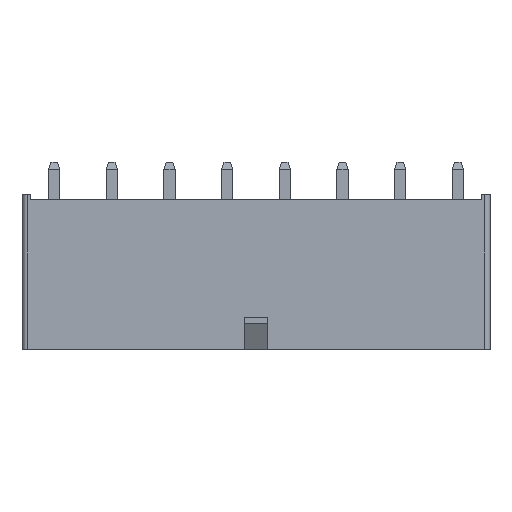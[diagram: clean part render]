
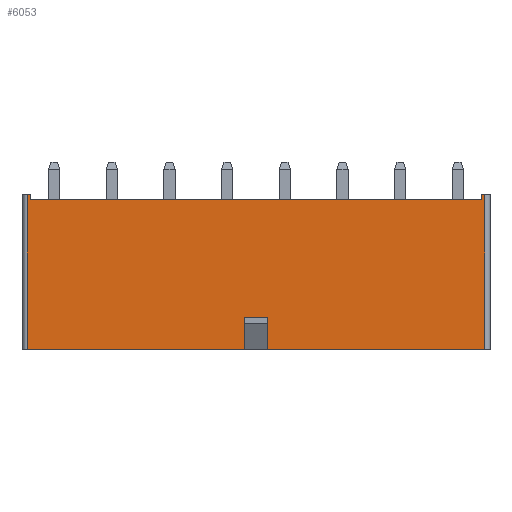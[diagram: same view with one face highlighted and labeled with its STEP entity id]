
A CAD part, top view. The second image highlights one B-rep face of the part: STEP entity #6053.
In plain terms, the highlighted planar face has unit normal (0, 0, 1).
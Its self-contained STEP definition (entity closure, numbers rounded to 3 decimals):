
#1702=ORIENTED_EDGE('',*,*,#2064,.F.);
#1703=ORIENTED_EDGE('',*,*,#2603,.T.);
#1704=ORIENTED_EDGE('',*,*,#2551,.T.);
#1705=ORIENTED_EDGE('',*,*,#2535,.T.);
#1706=ORIENTED_EDGE('',*,*,#2539,.F.);
#1707=ORIENTED_EDGE('',*,*,#2531,.F.);
#1708=ORIENTED_EDGE('',*,*,#2530,.F.);
#1709=ORIENTED_EDGE('',*,*,#2527,.T.);
#1710=ORIENTED_EDGE('',*,*,#2538,.F.);
#1711=ORIENTED_EDGE('',*,*,#2524,.T.);
#1712=ORIENTED_EDGE('',*,*,#2520,.T.);
#1713=ORIENTED_EDGE('',*,*,#2602,.F.);
#2064=EDGE_CURVE('',#2812,#2813,#3348,.T.);
#2520=EDGE_CURVE('',#3114,#3112,#3793,.T.);
#2524=EDGE_CURVE('',#3117,#3114,#3796,.F.);
#2527=EDGE_CURVE('',#3119,#3031,#3798,.T.);
#2530=EDGE_CURVE('',#3119,#3120,#3801,.T.);
#2531=EDGE_CURVE('',#3120,#3030,#3802,.T.);
#2535=EDGE_CURVE('',#3122,#3124,#3804,.T.);
#2538=EDGE_CURVE('',#3117,#3031,#3807,.T.);
#2539=EDGE_CURVE('',#3030,#3124,#3808,.T.);
#2551=EDGE_CURVE('',#3134,#3122,#3818,.T.);
#2602=EDGE_CURVE('',#2813,#3112,#3869,.T.);
#2603=EDGE_CURVE('',#2812,#3134,#3870,.T.);
#2812=VERTEX_POINT('',#8637);
#2813=VERTEX_POINT('',#8639);
#3030=VERTEX_POINT('',#9263);
#3031=VERTEX_POINT('',#9265);
#3112=VERTEX_POINT('',#9560);
#3114=VERTEX_POINT('',#9563);
#3117=VERTEX_POINT('',#9571);
#3119=VERTEX_POINT('',#9577);
#3120=VERTEX_POINT('',#9581);
#3122=VERTEX_POINT('',#9588);
#3124=VERTEX_POINT('',#9592);
#3134=VERTEX_POINT('',#9623);
#3348=LINE('',#8638,#4103);
#3793=LINE('',#9562,#4548);
#3796=LINE('',#9570,#4551);
#3798=LINE('',#9576,#4553);
#3801=LINE('',#9582,#4556);
#3802=LINE('',#9584,#4557);
#3804=LINE('',#9593,#4559);
#3807=LINE('',#9598,#4562);
#3808=LINE('',#9599,#4563);
#3818=LINE('',#9622,#4573);
#3869=LINE('',#9723,#4624);
#3870=LINE('',#9725,#4625);
#4103=VECTOR('',#7013,1000.);
#4548=VECTOR('',#7814,1000.);
#4551=VECTOR('',#7821,1000.);
#4553=VECTOR('',#7827,1000.);
#4556=VECTOR('',#7832,1000.);
#4557=VECTOR('',#7835,1000.);
#4559=VECTOR('',#7843,1000.);
#4562=VECTOR('',#7848,1000.);
#4563=VECTOR('',#7849,1000.);
#4573=VECTOR('',#7869,1000.);
#4624=VECTOR('',#8018,1000.);
#4625=VECTOR('',#8021,1000.);
#5022=EDGE_LOOP('',(#1702,#1703,#1704,#1705,#1706,#1707,#1708,#1709,#1710,
#1711,#1712,#1713));
#5403=FACE_BOUND('',#5022,.T.);
#5712=PLANE('',#6493);
#6053=ADVANCED_FACE('',(#5403),#5712,.F.);
#6493=AXIS2_PLACEMENT_3D('',#9724,#8019,#8020);
#7013=DIRECTION('',(1.,0.,0.));
#7814=DIRECTION('',(-1.,0.,0.));
#7821=DIRECTION('',(0.,-1.,0.));
#7827=DIRECTION('',(0.,-1.,0.));
#7832=DIRECTION('',(-1.,0.,0.));
#7835=DIRECTION('',(0.,-1.,0.));
#7843=DIRECTION('',(0.,-1.,0.));
#7848=DIRECTION('',(-1.,0.,0.));
#7849=DIRECTION('',(-1.,0.,0.));
#7869=DIRECTION('',(-1.,0.,0.));
#8018=DIRECTION('',(0.,1.,0.));
#8019=DIRECTION('',(0.,0.,-1.));
#8020=DIRECTION('',(-1.,0.,0.));
#8021=DIRECTION('',(0.,1.,0.));
#8637=CARTESIAN_POINT('',(-22.275,7.15,3.4));
#8638=CARTESIAN_POINT('',(-22.275,7.15,3.4));
#8639=CARTESIAN_POINT('',(22.275,7.15,3.4));
#9263=CARTESIAN_POINT('',(-1.175,-7.65,3.4));
#9265=CARTESIAN_POINT('',(1.175,-7.65,3.4));
#9560=CARTESIAN_POINT('',(22.275,7.65,3.4));
#9562=CARTESIAN_POINT('',(23.125,7.65,3.4));
#9563=CARTESIAN_POINT('',(22.625,7.65,3.4));
#9570=CARTESIAN_POINT('',(22.625,7.65,3.4));
#9571=CARTESIAN_POINT('',(22.625,-7.65,3.4));
#9576=CARTESIAN_POINT('',(1.175,-4.65,3.4));
#9577=CARTESIAN_POINT('',(1.175,-4.65,3.4));
#9581=CARTESIAN_POINT('',(-1.175,-4.65,3.4));
#9582=CARTESIAN_POINT('',(1.175,-4.65,3.4));
#9584=CARTESIAN_POINT('',(-1.175,-4.65,3.4));
#9588=CARTESIAN_POINT('',(-22.625,7.65,3.4));
#9592=CARTESIAN_POINT('',(-22.625,-7.65,3.4));
#9593=CARTESIAN_POINT('',(-22.625,7.65,3.4));
#9598=CARTESIAN_POINT('',(23.125,-7.65,3.4));
#9599=CARTESIAN_POINT('',(23.125,-7.65,3.4));
#9622=CARTESIAN_POINT('',(23.125,7.65,3.4));
#9623=CARTESIAN_POINT('',(-22.275,7.65,3.4));
#9723=CARTESIAN_POINT('',(22.275,7.15,3.4));
#9724=CARTESIAN_POINT('',(23.125,7.65,3.4));
#9725=CARTESIAN_POINT('',(-22.275,7.15,3.4));
